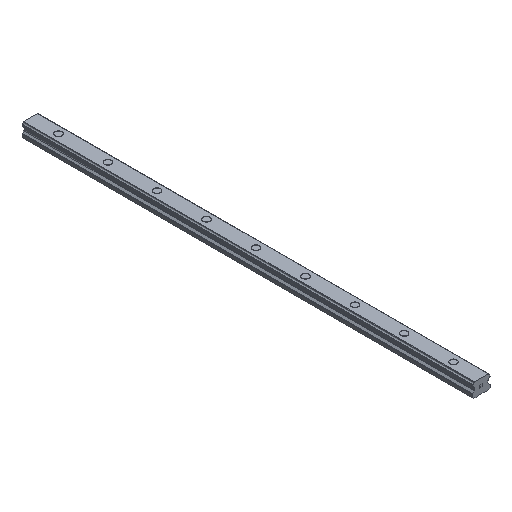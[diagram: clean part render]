
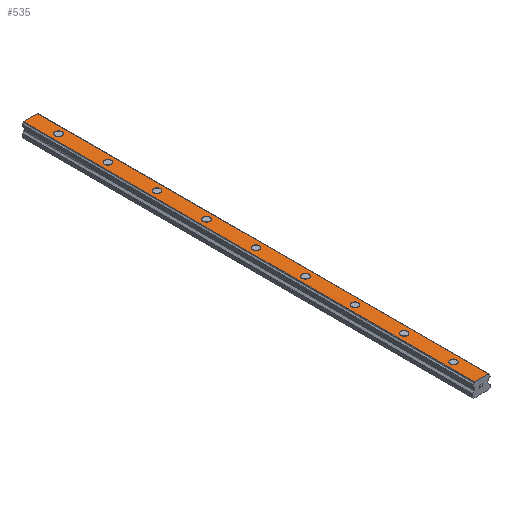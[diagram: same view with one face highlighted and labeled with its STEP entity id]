
A CAD part, isometric view. The second image highlights one B-rep face of the part: STEP entity #535.
In plain terms, the highlighted planar face has unit normal (0, 0, 1).
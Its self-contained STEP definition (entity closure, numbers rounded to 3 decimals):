
#535=ADVANCED_FACE('',(#1097,#1098,#1099,#1100,#1101,#1102,#1103,#1104,#1105,#1106),#1107,.T.);
#1097=FACE_BOUND('',#1688,.T.);
#1098=FACE_BOUND('',#1689,.T.);
#1099=FACE_BOUND('',#1690,.T.);
#1100=FACE_BOUND('',#1691,.T.);
#1101=FACE_BOUND('',#1692,.T.);
#1102=FACE_BOUND('',#1693,.T.);
#1103=FACE_BOUND('',#1694,.T.);
#1104=FACE_BOUND('',#1695,.T.);
#1105=FACE_BOUND('',#1696,.T.);
#1106=FACE_OUTER_BOUND('',#1697,.T.);
#1107=PLANE('',#1698);
#1688=EDGE_LOOP('',(#3209,#3210));
#1689=EDGE_LOOP('',(#3211,#3212));
#1690=EDGE_LOOP('',(#3213,#3214));
#1691=EDGE_LOOP('',(#3215,#3216));
#1692=EDGE_LOOP('',(#3217,#3218));
#1693=EDGE_LOOP('',(#3219,#3220));
#1694=EDGE_LOOP('',(#3221,#3222));
#1695=EDGE_LOOP('',(#3223,#3224));
#1696=EDGE_LOOP('',(#3225,#3226));
#1697=EDGE_LOOP('',(#3227,#3228,#3229,#3230));
#1698=AXIS2_PLACEMENT_3D('',#3231,#3232,#3233);
#3209=ORIENTED_EDGE('',*,*,#3500,.T.);
#3210=ORIENTED_EDGE('',*,*,#3921,.T.);
#3211=ORIENTED_EDGE('',*,*,#3490,.T.);
#3212=ORIENTED_EDGE('',*,*,#3927,.T.);
#3213=ORIENTED_EDGE('',*,*,#3480,.T.);
#3214=ORIENTED_EDGE('',*,*,#3933,.T.);
#3215=ORIENTED_EDGE('',*,*,#3470,.T.);
#3216=ORIENTED_EDGE('',*,*,#3939,.T.);
#3217=ORIENTED_EDGE('',*,*,#3460,.T.);
#3218=ORIENTED_EDGE('',*,*,#3945,.T.);
#3219=ORIENTED_EDGE('',*,*,#3450,.T.);
#3220=ORIENTED_EDGE('',*,*,#3951,.T.);
#3221=ORIENTED_EDGE('',*,*,#3440,.T.);
#3222=ORIENTED_EDGE('',*,*,#3957,.T.);
#3223=ORIENTED_EDGE('',*,*,#3430,.T.);
#3224=ORIENTED_EDGE('',*,*,#3963,.T.);
#3225=ORIENTED_EDGE('',*,*,#3420,.T.);
#3226=ORIENTED_EDGE('',*,*,#3969,.T.);
#3227=ORIENTED_EDGE('',*,*,#3903,.T.);
#3228=ORIENTED_EDGE('',*,*,#4010,.F.);
#3229=ORIENTED_EDGE('',*,*,#3775,.F.);
#3230=ORIENTED_EDGE('',*,*,#4008,.T.);
#3231=CARTESIAN_POINT('',(0.,730.0,23.));
#3232=DIRECTION('',(0.0,0.0,1.0));
#3233=DIRECTION('',(-1.0,0.0,-0.0));
#3420=EDGE_CURVE('',#4064,#4061,#4065,.T.);
#3430=EDGE_CURVE('',#4082,#4079,#4083,.T.);
#3440=EDGE_CURVE('',#4100,#4097,#4101,.T.);
#3450=EDGE_CURVE('',#4118,#4115,#4119,.T.);
#3460=EDGE_CURVE('',#4136,#4133,#4137,.T.);
#3470=EDGE_CURVE('',#4154,#4151,#4155,.T.);
#3480=EDGE_CURVE('',#4172,#4169,#4173,.T.);
#3490=EDGE_CURVE('',#4190,#4187,#4191,.T.);
#3500=EDGE_CURVE('',#4208,#4205,#4209,.T.);
#3775=EDGE_CURVE('',#4614,#4616,#4617,.T.);
#3903=EDGE_CURVE('',#4827,#4825,#4828,.T.);
#3921=EDGE_CURVE('',#4205,#4208,#4861,.T.);
#3927=EDGE_CURVE('',#4187,#4190,#4867,.T.);
#3933=EDGE_CURVE('',#4169,#4172,#4873,.T.);
#3939=EDGE_CURVE('',#4151,#4154,#4879,.T.);
#3945=EDGE_CURVE('',#4133,#4136,#4885,.T.);
#3951=EDGE_CURVE('',#4115,#4118,#4891,.T.);
#3957=EDGE_CURVE('',#4097,#4100,#4897,.T.);
#3963=EDGE_CURVE('',#4079,#4082,#4903,.T.);
#3969=EDGE_CURVE('',#4061,#4064,#4909,.T.);
#4008=EDGE_CURVE('',#4614,#4827,#4948,.T.);
#4010=EDGE_CURVE('',#4616,#4825,#4950,.T.);
#4061=VERTEX_POINT('',#5003);
#4064=VERTEX_POINT('',#5007);
#4065=CIRCLE('',#5008,5.5);
#4079=VERTEX_POINT('',#5025);
#4082=VERTEX_POINT('',#5029);
#4083=CIRCLE('',#5030,5.5);
#4097=VERTEX_POINT('',#5047);
#4100=VERTEX_POINT('',#5051);
#4101=CIRCLE('',#5052,5.5);
#4115=VERTEX_POINT('',#5069);
#4118=VERTEX_POINT('',#5073);
#4119=CIRCLE('',#5074,5.5);
#4133=VERTEX_POINT('',#5091);
#4136=VERTEX_POINT('',#5095);
#4137=CIRCLE('',#5096,5.5);
#4151=VERTEX_POINT('',#5113);
#4154=VERTEX_POINT('',#5117);
#4155=CIRCLE('',#5118,5.5);
#4169=VERTEX_POINT('',#5135);
#4172=VERTEX_POINT('',#5139);
#4173=CIRCLE('',#5140,5.5);
#4187=VERTEX_POINT('',#5157);
#4190=VERTEX_POINT('',#5161);
#4191=CIRCLE('',#5162,5.5);
#4205=VERTEX_POINT('',#5179);
#4208=VERTEX_POINT('',#5183);
#4209=CIRCLE('',#5184,5.5);
#4614=VERTEX_POINT('',#5730);
#4616=VERTEX_POINT('',#5733);
#4617=LINE('',#5734,#5735);
#4825=VERTEX_POINT('',#6027);
#4827=VERTEX_POINT('',#6030);
#4828=LINE('',#6031,#6032);
#4861=CIRCLE('',#6072,5.5);
#4867=CIRCLE('',#6078,5.5);
#4873=CIRCLE('',#6084,5.5);
#4879=CIRCLE('',#6090,5.5);
#4885=CIRCLE('',#6096,5.5);
#4891=CIRCLE('',#6102,5.5);
#4897=CIRCLE('',#6108,5.5);
#4903=CIRCLE('',#6114,5.5);
#4909=CIRCLE('',#6120,5.5);
#4948=LINE('',#6176,#6177);
#4950=LINE('',#6179,#6180);
#5003=CARTESIAN_POINT('',(5.5,45.0,23.));
#5007=CARTESIAN_POINT('',(-5.5,45.0,23.));
#5008=AXIS2_PLACEMENT_3D('',#6249,#6250,#6251);
#5025=CARTESIAN_POINT('',(5.5,125.0,23.));
#5029=CARTESIAN_POINT('',(-5.5,125.0,23.));
#5030=AXIS2_PLACEMENT_3D('',#6265,#6266,#6267);
#5047=CARTESIAN_POINT('',(5.5,205.0,23.));
#5051=CARTESIAN_POINT('',(-5.5,205.0,23.));
#5052=AXIS2_PLACEMENT_3D('',#6281,#6282,#6283);
#5069=CARTESIAN_POINT('',(5.5,285.0,23.));
#5073=CARTESIAN_POINT('',(-5.5,285.0,23.));
#5074=AXIS2_PLACEMENT_3D('',#6297,#6298,#6299);
#5091=CARTESIAN_POINT('',(5.5,365.0,23.));
#5095=CARTESIAN_POINT('',(-5.5,365.0,23.));
#5096=AXIS2_PLACEMENT_3D('',#6313,#6314,#6315);
#5113=CARTESIAN_POINT('',(5.5,445.0,23.));
#5117=CARTESIAN_POINT('',(-5.5,445.0,23.));
#5118=AXIS2_PLACEMENT_3D('',#6329,#6330,#6331);
#5135=CARTESIAN_POINT('',(5.5,525.0,23.));
#5139=CARTESIAN_POINT('',(-5.5,525.0,23.));
#5140=AXIS2_PLACEMENT_3D('',#6345,#6346,#6347);
#5157=CARTESIAN_POINT('',(5.5,605.0,23.));
#5161=CARTESIAN_POINT('',(-5.5,605.0,23.));
#5162=AXIS2_PLACEMENT_3D('',#6361,#6362,#6363);
#5179=CARTESIAN_POINT('',(5.5,685.0,23.));
#5183=CARTESIAN_POINT('',(-5.5,685.0,23.));
#5184=AXIS2_PLACEMENT_3D('',#6377,#6378,#6379);
#5730=CARTESIAN_POINT('',(-11.386,730.0,23.));
#5733=CARTESIAN_POINT('',(11.386,730.0,23.));
#5734=CARTESIAN_POINT('',(-11.386,730.0,23.));
#5735=VECTOR('',#6687,1.0);
#6027=CARTESIAN_POINT('',(11.386,0.0,23.));
#6030=CARTESIAN_POINT('',(-11.386,0.0,23.));
#6031=CARTESIAN_POINT('',(-11.386,0.0,23.));
#6032=VECTOR('',#6827,1.0);
#6072=AXIS2_PLACEMENT_3D('',#6862,#6863,#6864);
#6078=AXIS2_PLACEMENT_3D('',#6871,#6872,#6873);
#6084=AXIS2_PLACEMENT_3D('',#6880,#6881,#6882);
#6090=AXIS2_PLACEMENT_3D('',#6889,#6890,#6891);
#6096=AXIS2_PLACEMENT_3D('',#6898,#6899,#6900);
#6102=AXIS2_PLACEMENT_3D('',#6907,#6908,#6909);
#6108=AXIS2_PLACEMENT_3D('',#6916,#6917,#6918);
#6114=AXIS2_PLACEMENT_3D('',#6925,#6926,#6927);
#6120=AXIS2_PLACEMENT_3D('',#6934,#6935,#6936);
#6176=CARTESIAN_POINT('',(-11.386,730.0,23.));
#6177=VECTOR('',#6960,1.0);
#6179=CARTESIAN_POINT('',(11.386,730.0,23.));
#6180=VECTOR('',#6961,1.0);
#6249=CARTESIAN_POINT('',(0.0,45.0,23.));
#6250=DIRECTION('',(0.0,0.0,-1.0));
#6251=DIRECTION('',(1.0,0.0,0.0));
#6265=CARTESIAN_POINT('',(0.0,125.0,23.));
#6266=DIRECTION('',(0.0,0.0,-1.0));
#6267=DIRECTION('',(1.0,0.0,0.0));
#6281=CARTESIAN_POINT('',(0.0,205.0,23.));
#6282=DIRECTION('',(0.0,0.0,-1.0));
#6283=DIRECTION('',(1.0,0.0,0.0));
#6297=CARTESIAN_POINT('',(0.0,285.0,23.));
#6298=DIRECTION('',(0.0,0.0,-1.0));
#6299=DIRECTION('',(1.0,0.0,0.0));
#6313=CARTESIAN_POINT('',(0.0,365.0,23.));
#6314=DIRECTION('',(0.0,0.0,-1.0));
#6315=DIRECTION('',(1.0,0.0,0.0));
#6329=CARTESIAN_POINT('',(0.0,445.0,23.));
#6330=DIRECTION('',(0.0,0.0,-1.0));
#6331=DIRECTION('',(1.0,0.0,0.0));
#6345=CARTESIAN_POINT('',(0.0,525.0,23.));
#6346=DIRECTION('',(0.0,0.0,-1.0));
#6347=DIRECTION('',(1.0,0.0,0.0));
#6361=CARTESIAN_POINT('',(0.0,605.0,23.));
#6362=DIRECTION('',(0.0,0.0,-1.0));
#6363=DIRECTION('',(1.0,0.0,0.0));
#6377=CARTESIAN_POINT('',(0.0,685.0,23.));
#6378=DIRECTION('',(0.0,0.0,-1.0));
#6379=DIRECTION('',(1.0,0.0,0.0));
#6687=DIRECTION('',(1.0,0.0,0.0));
#6827=DIRECTION('',(1.0,0.0,0.0));
#6862=CARTESIAN_POINT('',(0.0,685.0,23.));
#6863=DIRECTION('',(0.0,0.0,-1.0));
#6864=DIRECTION('',(1.0,0.0,0.0));
#6871=CARTESIAN_POINT('',(0.0,605.0,23.));
#6872=DIRECTION('',(0.0,0.0,-1.0));
#6873=DIRECTION('',(1.0,0.0,0.0));
#6880=CARTESIAN_POINT('',(0.0,525.0,23.));
#6881=DIRECTION('',(0.0,0.0,-1.0));
#6882=DIRECTION('',(1.0,0.0,0.0));
#6889=CARTESIAN_POINT('',(0.0,445.0,23.));
#6890=DIRECTION('',(0.0,0.0,-1.0));
#6891=DIRECTION('',(1.0,0.0,0.0));
#6898=CARTESIAN_POINT('',(0.0,365.0,23.));
#6899=DIRECTION('',(0.0,0.0,-1.0));
#6900=DIRECTION('',(1.0,0.0,0.0));
#6907=CARTESIAN_POINT('',(0.0,285.0,23.));
#6908=DIRECTION('',(0.0,0.0,-1.0));
#6909=DIRECTION('',(1.0,0.0,0.0));
#6916=CARTESIAN_POINT('',(0.0,205.0,23.));
#6917=DIRECTION('',(0.0,0.0,-1.0));
#6918=DIRECTION('',(1.0,0.0,0.0));
#6925=CARTESIAN_POINT('',(0.0,125.0,23.));
#6926=DIRECTION('',(0.0,0.0,-1.0));
#6927=DIRECTION('',(1.0,0.0,0.0));
#6934=CARTESIAN_POINT('',(0.0,45.0,23.));
#6935=DIRECTION('',(0.0,0.0,-1.0));
#6936=DIRECTION('',(1.0,0.0,0.0));
#6960=DIRECTION('',(0.0,-1.0,0.0));
#6961=DIRECTION('',(0.0,-1.0,0.0));
